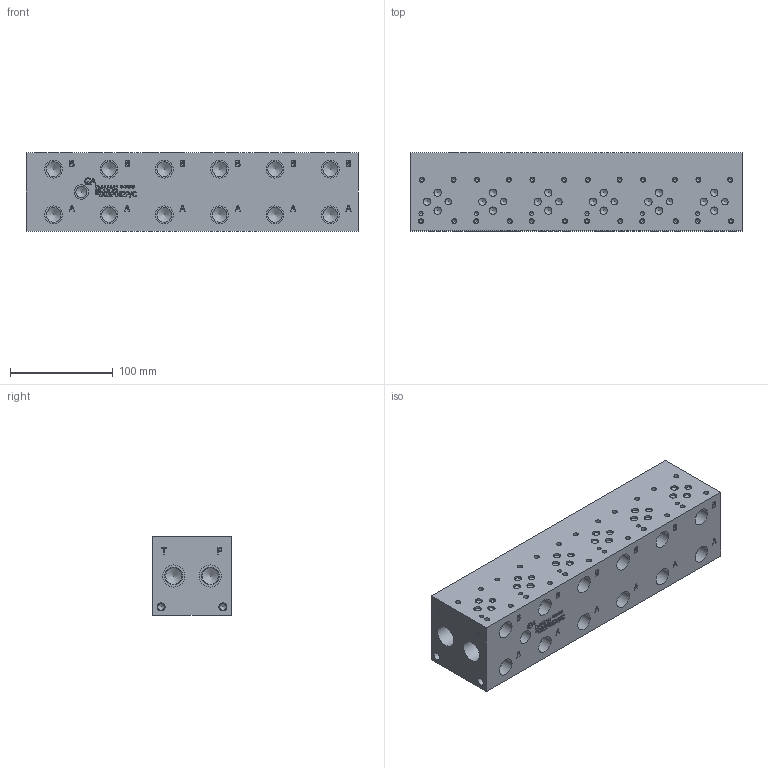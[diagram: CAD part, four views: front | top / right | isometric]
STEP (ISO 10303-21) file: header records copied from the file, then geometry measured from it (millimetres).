
FILE_DESCRIPTION(/* description */ (''),/* implementation_level */ '2;1');
FILE_NAME(/* name */ '_D03P062P_C.stp',/* time_stamp */ '2021-06-25T14:23:25-04:00',/* author */ ('anthonyv'),/* organization */ (''),/* preprocessor_version */ 'ST-DEVELOPER v18.1',/* originating_system */ 'Autodesk Inventor 2021',/* authorisation */ '');
FILE_SCHEMA (('AUTOMOTIVE_DESIGN { 1 0 10303 214 3 1 1 }'));
Length unit declared in the file: millimetre
Products named in the file (1): Part_AD03P062P_3D
Bounding box: 323.85 x 76.2 x 76.2 mm (x, y, z)
Volume: 1776842 mm3; surface area: 139471.8 mm2
Topology: 1 solids, 1 shells, 933 faces, 2569 edges, 1753 vertices
Faces by surface type: plane 484, bspline 235, cylinder 130, cone 84
Full cylindrical faces by diameter (mm): 3.785 x24, 3.962 x6, 4.826 x24, 6.35 x6, 6.528 x4, 7.137 x18, 7.925 x4, 10.719 x1, 13.868 x1, 14.29 x1, 14.3 x12, 15.875 x4, 15.9 x1, 17.297 x12, 17.475 x4, 20.62 x1, 21.59 x4, 22.23 x1, 22.54 x1, 30.16 x1
Entity records: 31374 total; most frequent: CARTESIAN_POINT 8235, ORIENTED_EDGE 4986, DIRECTION 3894, EDGE_CURVE 2493, VERTEX_POINT 1753, LINE 1550, VECTOR 1550, AXIS2_PLACEMENT_3D 1172
